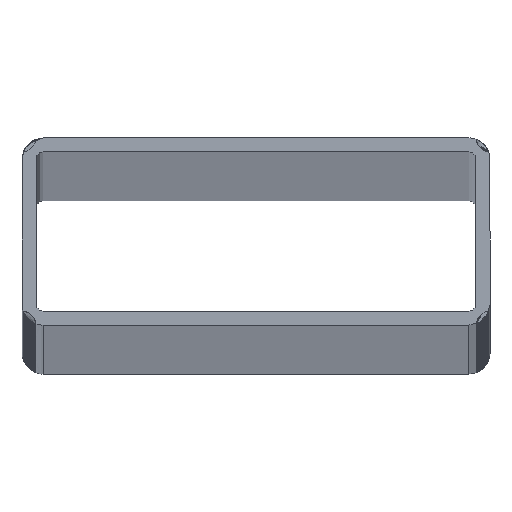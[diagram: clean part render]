
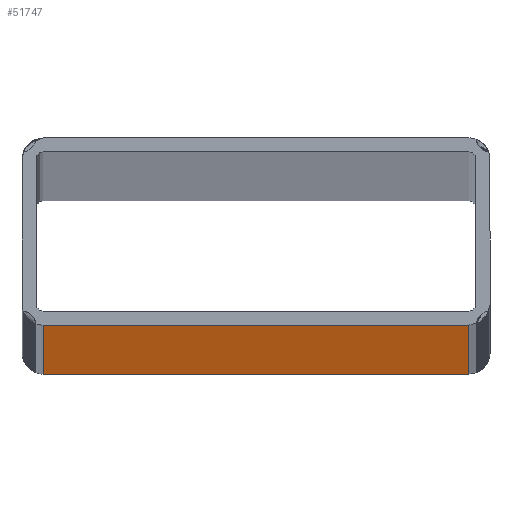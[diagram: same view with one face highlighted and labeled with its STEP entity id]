
A CAD part, top view. The second image highlights one B-rep face of the part: STEP entity #51747.
In plain terms, the highlighted planar face has unit normal (0, -1, 0).
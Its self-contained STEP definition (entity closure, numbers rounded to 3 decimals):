
#4959 = VERTEX_POINT ( 'NONE', #77598 ) ;
#8016 = LINE ( 'NONE', #71237, #103102 ) ;
#12393 = VERTEX_POINT ( 'NONE', #107013 ) ;
#23968 = DIRECTION ( 'NONE',  ( 0., 0., -1. ) ) ;
#25291 = DIRECTION ( 'NONE',  ( 1., 0., 0. ) ) ;
#35255 = FACE_OUTER_BOUND ( 'NONE', #65443, .T. ) ;
#36777 = ORIENTED_EDGE ( 'NONE', *, *, #57713, .T. ) ;
#36965 = EDGE_CURVE ( 'NONE', #76683, #12393, #8016, .T. ) ;
#38532 = AXIS2_PLACEMENT_3D ( 'NONE', #103565, #113500, #113082 ) ;
#40737 = ORIENTED_EDGE ( 'NONE', *, *, #93590, .F. ) ;
#41650 = EDGE_CURVE ( 'NONE', #4959, #67332, #66670, .T. ) ;
#47184 = PLANE ( 'NONE',  #38532 ) ;
#51747 = ADVANCED_FACE ( 'NONE', ( #35255 ), #47184, .T. ) ;
#52523 = DIRECTION ( 'NONE',  ( 1., 0., 0. ) ) ;
#54776 = LINE ( 'NONE', #71986, #109685 ) ;
#57713 = EDGE_CURVE ( 'NONE', #12393, #4959, #88455, .T. ) ;
#65443 = EDGE_LOOP ( 'NONE', ( #40737, #121240, #36777, #79621 ) ) ;
#66670 = LINE ( 'NONE', #109448, #100781 ) ;
#67332 = VERTEX_POINT ( 'NONE', #108423 ) ;
#71237 = CARTESIAN_POINT ( 'NONE',  ( -45.5, -20., -6000. ) ) ;
#71986 = CARTESIAN_POINT ( 'NONE',  ( -50., -20., 0. ) ) ;
#76683 = VERTEX_POINT ( 'NONE', #99959 ) ;
#77598 = CARTESIAN_POINT ( 'NONE',  ( 45.5, -20., -6000. ) ) ;
#79621 = ORIENTED_EDGE ( 'NONE', *, *, #41650, .T. ) ;
#88455 = LINE ( 'NONE', #90377, #92947 ) ;
#90377 = CARTESIAN_POINT ( 'NONE',  ( -50., -20., -6000. ) ) ;
#92947 = VECTOR ( 'NONE', #25291, 1000. ) ;
#93590 = EDGE_CURVE ( 'NONE', #76683, #67332, #54776, .T. ) ;
#99959 = CARTESIAN_POINT ( 'NONE',  ( -45.5, -20., 0. ) ) ;
#100291 = DIRECTION ( 'NONE',  ( 0., 0., 1. ) ) ;
#100781 = VECTOR ( 'NONE', #100291, 1000. ) ;
#103102 = VECTOR ( 'NONE', #23968, 1000. ) ;
#103565 = CARTESIAN_POINT ( 'NONE',  ( -50., -20., -6000. ) ) ;
#107013 = CARTESIAN_POINT ( 'NONE',  ( -45.5, -20., -6000. ) ) ;
#108423 = CARTESIAN_POINT ( 'NONE',  ( 45.5, -20., 0. ) ) ;
#109448 = CARTESIAN_POINT ( 'NONE',  ( 45.5, -20., -6000. ) ) ;
#109685 = VECTOR ( 'NONE', #52523, 1000. ) ;
#113082 = DIRECTION ( 'NONE',  ( 0., 0., -1. ) ) ;
#113500 = DIRECTION ( 'NONE',  ( 0., -1., 0. ) ) ;
#121240 = ORIENTED_EDGE ( 'NONE', *, *, #36965, .T. ) ;
